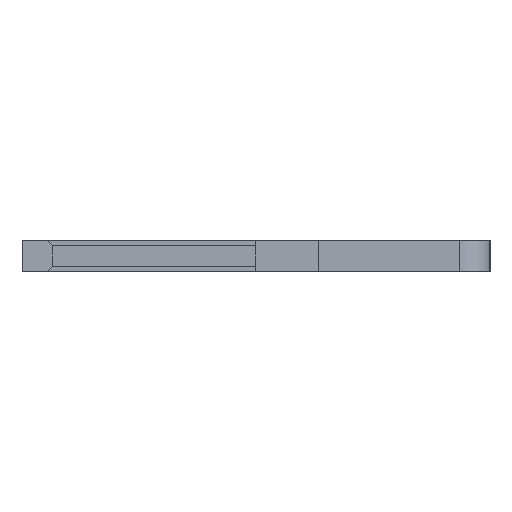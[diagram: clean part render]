
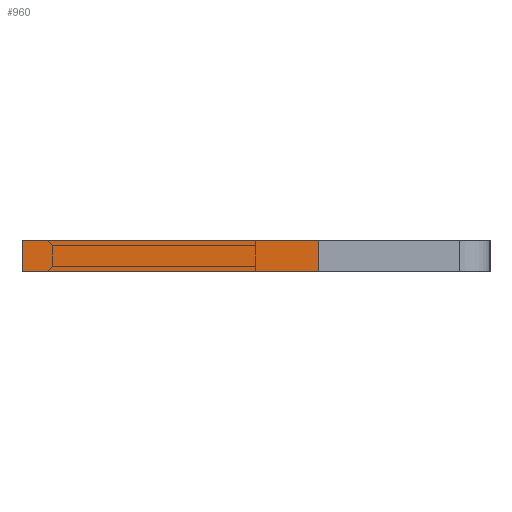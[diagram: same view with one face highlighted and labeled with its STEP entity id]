
A CAD part, left-side view. The second image highlights one B-rep face of the part: STEP entity #960.
In plain terms, the highlighted face is planar.
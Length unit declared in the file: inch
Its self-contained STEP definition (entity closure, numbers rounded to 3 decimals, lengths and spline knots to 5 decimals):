
#27 = PLANE ( 'NONE',  #1095 ) ;
#88 = ORIENTED_EDGE ( 'NONE', *, *, #1519, .F. ) ;
#123 = VECTOR ( 'NONE', #627, 39.37008 ) ;
#151 = VECTOR ( 'NONE', #859, 39.37008 ) ;
#289 = CARTESIAN_POINT ( 'NONE',  ( -0.01, -0.04, -0.04 ) ) ;
#336 = VERTEX_POINT ( 'NONE', #289 ) ;
#343 = FACE_OUTER_BOUND ( 'NONE', #1303, .T. ) ;
#350 = VERTEX_POINT ( 'NONE', #1852 ) ;
#387 = ORIENTED_EDGE ( 'NONE', *, *, #555, .T. ) ;
#510 = CARTESIAN_POINT ( 'NONE',  ( 0.01, 0.15, -0.04 ) ) ;
#521 = CARTESIAN_POINT ( 'NONE',  ( 0.01, 0.15, -0.04 ) ) ;
#548 = VECTOR ( 'NONE', #1951, 39.37008 ) ;
#555 = EDGE_CURVE ( 'NONE', #336, #839, #1038, .T. ) ;
#627 = DIRECTION ( 'NONE',  ( 0., 1., 0. ) ) ;
#630 = LINE ( 'NONE', #521, #151 ) ;
#782 = ORIENTED_EDGE ( 'NONE', *, *, #1880, .F. ) ;
#839 = VERTEX_POINT ( 'NONE', #2091 ) ;
#859 = DIRECTION ( 'NONE',  ( -1., 0., 0. ) ) ;
#906 = DIRECTION ( 'NONE',  ( 0., 1., 0. ) ) ;
#960 = ADVANCED_FACE ( 'NONE', ( #343 ), #27, .F. ) ;
#1030 = CARTESIAN_POINT ( 'NONE',  ( 0.01, 0.15, -0.04 ) ) ;
#1038 = LINE ( 'NONE', #1133, #123 ) ;
#1095 = AXIS2_PLACEMENT_3D ( 'NONE', #1030, #1209, #2206 ) ;
#1133 = CARTESIAN_POINT ( 'NONE',  ( -0.01, 0.15, -0.04 ) ) ;
#1209 = DIRECTION ( 'NONE',  ( 0., 0., 1. ) ) ;
#1303 = EDGE_LOOP ( 'NONE', ( #387, #782, #88, #1468 ) ) ;
#1401 = VERTEX_POINT ( 'NONE', #510 ) ;
#1468 = ORIENTED_EDGE ( 'NONE', *, *, #2082, .T. ) ;
#1519 = EDGE_CURVE ( 'NONE', #350, #1401, #1652, .T. ) ;
#1652 = LINE ( 'NONE', #2113, #1960 ) ;
#1763 = CARTESIAN_POINT ( 'NONE',  ( 0.01, -0.04, -0.04 ) ) ;
#1852 = CARTESIAN_POINT ( 'NONE',  ( 0.01, -0.04, -0.04 ) ) ;
#1880 = EDGE_CURVE ( 'NONE', #1401, #839, #630, .T. ) ;
#1886 = LINE ( 'NONE', #1763, #548 ) ;
#1951 = DIRECTION ( 'NONE',  ( -1., 0., 0. ) ) ;
#1960 = VECTOR ( 'NONE', #906, 39.37008 ) ;
#2082 = EDGE_CURVE ( 'NONE', #350, #336, #1886, .T. ) ;
#2091 = CARTESIAN_POINT ( 'NONE',  ( -0.01, 0.15, -0.04 ) ) ;
#2113 = CARTESIAN_POINT ( 'NONE',  ( 0.01, 0.15, -0.04 ) ) ;
#2206 = DIRECTION ( 'NONE',  ( 1., 0., 0. ) ) ;
